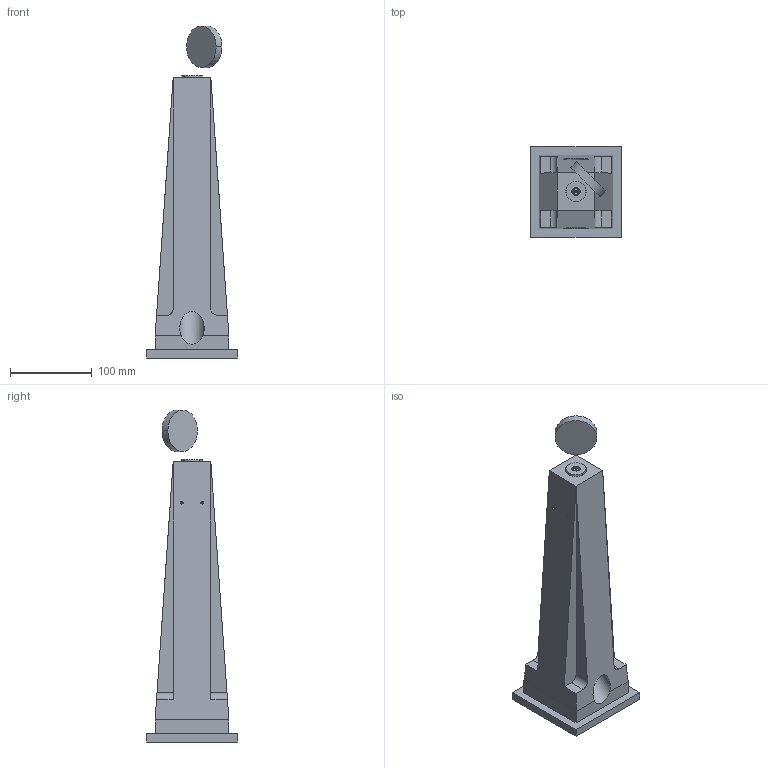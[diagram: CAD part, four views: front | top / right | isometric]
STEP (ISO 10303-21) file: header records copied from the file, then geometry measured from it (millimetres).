
FILE_DESCRIPTION(/* description */ ('VariCAD 2014-2.05 AP-214'),/* implementation_level */ '2;1');
FILE_NAME(/* name */ 'ObeliskWithHoleAssy_withoutMirrorMount.stp',/* time_stamp */ '2019-01-22T16:06:17+09:00',/* author */ (''),/* organization */ (''),/* preprocessor_version */ 'ST-DEVELOPER v14',/* originating_system */ 'VariCAD 2014-2.05; kernel version (20130303)',/* authorisation */ '');
FILE_SCHEMA (('AUTOMOTIVE_DESIGN'));
Length unit declared in the file: millimetre
Products named in the file (4): ObeliskWithHoleAssy_withoutMirrorMount; Obelisk3; 22302-E0W
Assembly tree (3 placements, depth 2):
  ObeliskWithHoleAssy_withoutMirrorMount
    Obelisk3
    (unnamed)
    22302-E0W
Bounding box: 110 x 110 x 405.32 mm (x, y, z)
Volume: 1553088.4 mm3; surface area: 132026.6 mm2
Topology: 3 solids, 3 shells, 81 faces, 188 edges, 109 vertices
Faces by surface type: plane 33, cylinder 24, cone 24
Entity records: 2464 total; most frequent: CARTESIAN_POINT 537, DIRECTION 404, ORIENTED_EDGE 352, EDGE_CURVE 176, AXIS2_PLACEMENT_3D 147, LINE 110, VECTOR 110, VERTEX_POINT 109
